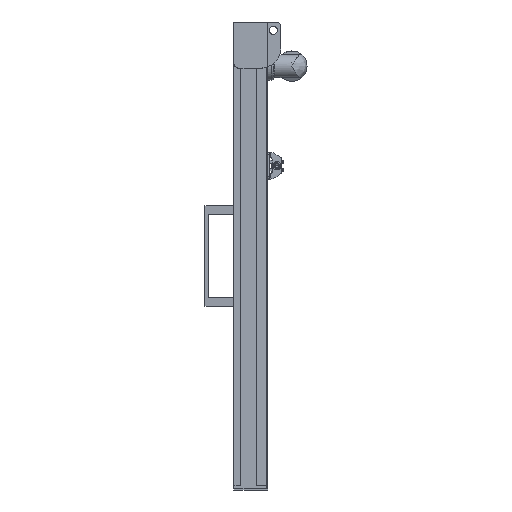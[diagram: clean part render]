
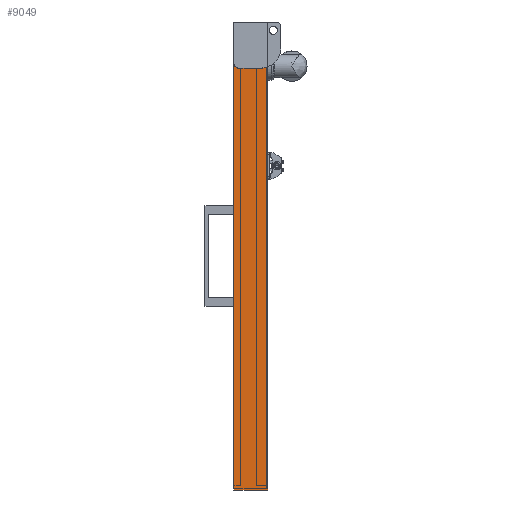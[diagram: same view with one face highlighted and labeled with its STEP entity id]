
A CAD part, left-side view. The second image highlights one B-rep face of the part: STEP entity #9049.
In plain terms, the highlighted face is planar.
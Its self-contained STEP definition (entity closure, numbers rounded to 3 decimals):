
#447 = VERTEX_POINT ( 'NONE', #1264 ) ;
#1264 = CARTESIAN_POINT ( 'NONE',  ( 277.5, 28., -183. ) ) ;
#1361 = DIRECTION ( 'NONE',  ( 1., 0., 0. ) ) ;
#1793 = ORIENTED_EDGE ( 'NONE', *, *, #27377, .F. ) ;
#2514 = ORIENTED_EDGE ( 'NONE', *, *, #8770, .F. ) ;
#3415 = CARTESIAN_POINT ( 'NONE',  ( 277.5, 7., -203. ) ) ;
#4153 = LINE ( 'NONE', #13091, #25638 ) ;
#5370 = CARTESIAN_POINT ( 'NONE',  ( 277.5, 7., -183. ) ) ;
#5644 = CARTESIAN_POINT ( 'NONE',  ( 277.5, 33., -188. ) ) ;
#6195 = VERTEX_POINT ( 'NONE', #19147 ) ;
#6945 = LINE ( 'NONE', #18829, #25646 ) ;
#7814 = DIRECTION ( 'NONE',  ( 0., 0., -1. ) ) ;
#8201 = ORIENTED_EDGE ( 'NONE', *, *, #21841, .T. ) ;
#8342 = DIRECTION ( 'NONE',  ( 0., 0., -1. ) ) ;
#8704 = VERTEX_POINT ( 'NONE', #5370 ) ;
#8770 = EDGE_CURVE ( 'NONE', #8704, #28475, #19153, .T. ) ;
#9049 = ADVANCED_FACE ( 'NONE', ( #12317 ), #15904, .F. ) ;
#10496 = ORIENTED_EDGE ( 'NONE', *, *, #23399, .F. ) ;
#10994 = DIRECTION ( 'NONE',  ( 0., 0., -1. ) ) ;
#11443 = DIRECTION ( 'NONE',  ( 0., -1., 0. ) ) ;
#12063 = AXIS2_PLACEMENT_3D ( 'NONE', #3415, #1361, #8342 ) ;
#12317 = FACE_OUTER_BOUND ( 'NONE', #15385, .T. ) ;
#13091 = CARTESIAN_POINT ( 'NONE',  ( 277.5, 33., 228. ) ) ;
#13665 = CARTESIAN_POINT ( 'NONE',  ( 277.5, 0., -184.265 ) ) ;
#14963 = VECTOR ( 'NONE', #10994, 1000. ) ;
#15385 = EDGE_LOOP ( 'NONE', ( #2514, #10496, #8201, #1793, #17101, #19528 ) ) ;
#15904 = PLANE ( 'NONE',  #28764 ) ;
#16436 = LINE ( 'NONE', #17013, #21006 ) ;
#17013 = CARTESIAN_POINT ( 'NONE',  ( 277.5, 33., -228. ) ) ;
#17101 = ORIENTED_EDGE ( 'NONE', *, *, #21670, .T. ) ;
#18100 = LINE ( 'NONE', #26610, #14963 ) ;
#18699 = DIRECTION ( 'NONE',  ( -1., 0., 0. ) ) ;
#18829 = CARTESIAN_POINT ( 'NONE',  ( 277.5, 33., -183. ) ) ;
#19147 = CARTESIAN_POINT ( 'NONE',  ( 277.5, 0., 228. ) ) ;
#19153 = CIRCLE ( 'NONE', #12063, 20. ) ;
#19251 = EDGE_CURVE ( 'NONE', #6195, #28475, #18100, .T. ) ;
#19528 = ORIENTED_EDGE ( 'NONE', *, *, #19251, .T. ) ;
#21006 = VECTOR ( 'NONE', #7814, 1000. ) ;
#21233 = DIRECTION ( 'NONE',  ( 0., 0., 1. ) ) ;
#21670 = EDGE_CURVE ( 'NONE', #24433, #6195, #4153, .T. ) ;
#21841 = EDGE_CURVE ( 'NONE', #447, #25362, #25658, .T. ) ;
#22307 = AXIS2_PLACEMENT_3D ( 'NONE', #23166, #18699, #25561 ) ;
#22976 = CARTESIAN_POINT ( 'NONE',  ( 277.5, 33., 228. ) ) ;
#23166 = CARTESIAN_POINT ( 'NONE',  ( 277.5, 28., -188. ) ) ;
#23399 = EDGE_CURVE ( 'NONE', #447, #8704, #6945, .T. ) ;
#23437 = DIRECTION ( 'NONE',  ( 0., -1., 0. ) ) ;
#23624 = DIRECTION ( 'NONE',  ( -1., 0., 0. ) ) ;
#24433 = VERTEX_POINT ( 'NONE', #22976 ) ;
#25362 = VERTEX_POINT ( 'NONE', #5644 ) ;
#25561 = DIRECTION ( 'NONE',  ( 0., 0., 1. ) ) ;
#25638 = VECTOR ( 'NONE', #11443, 1000. ) ;
#25646 = VECTOR ( 'NONE', #23437, 1000. ) ;
#25658 = CIRCLE ( 'NONE', #22307, 5. ) ;
#26610 = CARTESIAN_POINT ( 'NONE',  ( 277.5, 0., -228. ) ) ;
#27377 = EDGE_CURVE ( 'NONE', #24433, #25362, #16436, .T. ) ;
#28256 = CARTESIAN_POINT ( 'NONE',  ( 277.5, 33., -228. ) ) ;
#28475 = VERTEX_POINT ( 'NONE', #13665 ) ;
#28764 = AXIS2_PLACEMENT_3D ( 'NONE', #28256, #23624, #21233 ) ;
